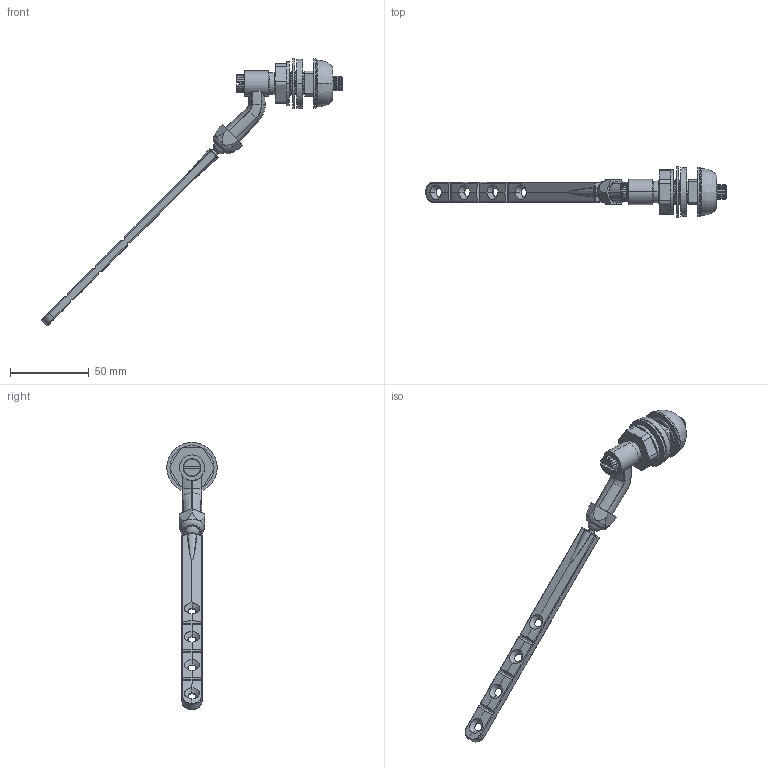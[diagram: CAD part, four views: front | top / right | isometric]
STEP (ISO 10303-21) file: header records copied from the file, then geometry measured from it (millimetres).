
FILE_DESCRIPTION((''),'2;1');
FILE_NAME('6-505_WEB','2010-10-27T',('ramkumar'),(''),'PRO/ENGINEER BY PARAMETRIC TECHNOLOGY CORPORATION, 2009300','PRO/ENGINEER BY PARAMETRIC TECHNOLOGY CORPORATION, 2009300','');
FILE_SCHEMA(('CONFIG_CONTROL_DESIGN'));
Length unit declared in the file: inch
Products named in the file (1): 6-505_WEB
Bounding box: 190.94 x 32 x 169.63 mm (x, y, z)
Surface area: 20844.3 mm2 (no closed solid volume)
Topology: 0 solids, 35 shells, 620 faces, 2091 edges, 1466 vertices
Faces by surface type: plane 231, cylinder 197, bspline 99, extrusion 42, cone 38, torus 8, sphere 5
Entity records: 37900 total; most frequent: CARTESIAN_POINT 21726, ORIENTED_EDGE 3433, DIRECTION 2698, EDGE_CURVE 2087, VERTEX_POINT 1466, VECTOR 948, LINE 906, AXIS2_PLACEMENT_3D 875
